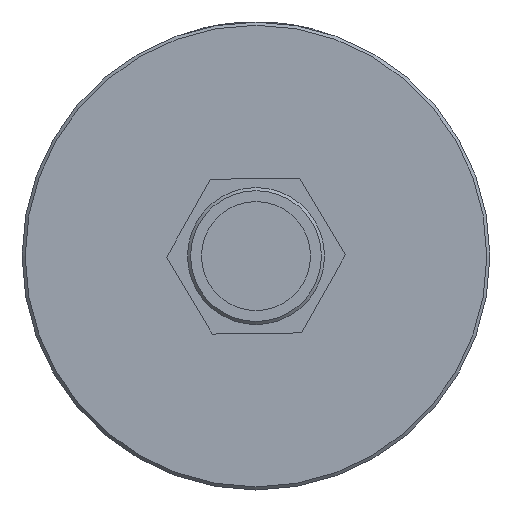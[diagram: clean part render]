
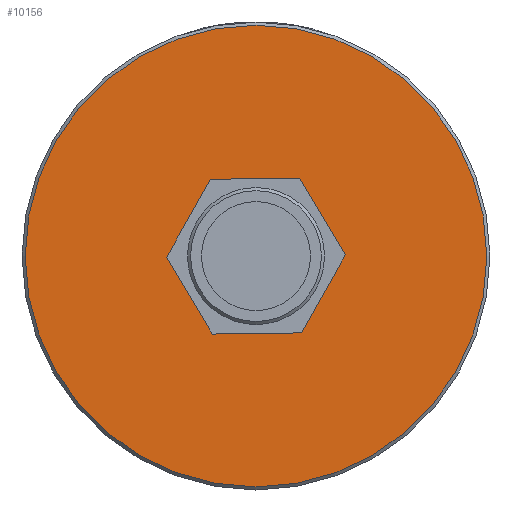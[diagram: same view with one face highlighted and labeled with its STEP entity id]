
A CAD part, front view. The second image highlights one B-rep face of the part: STEP entity #10156.
In plain terms, the highlighted planar face has unit normal (0, -1, 0).
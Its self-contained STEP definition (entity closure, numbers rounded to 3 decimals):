
#161=FACE_BOUND($,#3511,.T.);
#162=FACE_BOUND($,#3512,.T.);
#470=PLANE($,#10918);
#1072=LINE($,#18968,#1935);
#1075=LINE($,#18973,#1938);
#1077=LINE($,#18977,#1940);
#1079=LINE($,#18981,#1942);
#1081=LINE($,#18985,#1944);
#1083=LINE($,#18988,#1946);
#1935=VECTOR($,#12339,57.308);
#1938=VECTOR($,#12344,57.308);
#1940=VECTOR($,#12348,57.308);
#1942=VECTOR($,#12352,57.308);
#1944=VECTOR($,#12356,57.308);
#1946=VECTOR($,#12360,57.308);
#3511=EDGE_LOOP($,(#8118,#8119,#8120,#8121,#8122,#8123));
#3512=EDGE_LOOP($,(#8124));
#4226=CIRCLE($,#10919,148.);
#4985=VERTEX_POINT($,#18966);
#4986=VERTEX_POINT($,#18967);
#4987=VERTEX_POINT($,#18972);
#4988=VERTEX_POINT($,#18976);
#4989=VERTEX_POINT($,#18980);
#4990=VERTEX_POINT($,#18984);
#4991=VERTEX_POINT($,#18991);
#6163=EDGE_CURVE($,#4985,#4986,#1072,.T.);
#6166=EDGE_CURVE($,#4986,#4987,#1075,.T.);
#6168=EDGE_CURVE($,#4987,#4988,#1077,.T.);
#6170=EDGE_CURVE($,#4988,#4989,#1079,.T.);
#6172=EDGE_CURVE($,#4989,#4990,#1081,.T.);
#6174=EDGE_CURVE($,#4990,#4985,#1083,.T.);
#6175=EDGE_CURVE($,#4991,#4991,#4226,.T.);
#8118=ORIENTED_EDGE($,*,*,#6163,.T.);
#8119=ORIENTED_EDGE($,*,*,#6166,.T.);
#8120=ORIENTED_EDGE($,*,*,#6168,.T.);
#8121=ORIENTED_EDGE($,*,*,#6170,.T.);
#8122=ORIENTED_EDGE($,*,*,#6172,.T.);
#8123=ORIENTED_EDGE($,*,*,#6174,.T.);
#8124=ORIENTED_EDGE($,*,*,#6175,.F.);
#10156=ADVANCED_FACE($,(#161,#162),#470,.T.);
#10918=AXIS2_PLACEMENT_3D($,#18990,#12363,#12364);
#10919=AXIS2_PLACEMENT_3D($,#18992,#12365,#12366);
#12339=DIRECTION($,(-1.,0.,-0.013));
#12344=DIRECTION($,(-0.511,0.,0.86));
#12348=DIRECTION($,(0.489,0.,0.872));
#12352=DIRECTION($,(1.,0.,0.013));
#12356=DIRECTION($,(0.511,0.,-0.86));
#12360=DIRECTION($,(-0.489,0.,-0.872));
#12363=DIRECTION('center_axis',(0.,-1.,0.));
#12364=DIRECTION('ref_axis',(0.,0.,-1.));
#12365=DIRECTION('center_axis',(0.,1.,0.));
#12366=DIRECTION('ref_axis',(-1.,0.,0.));
#18966=CARTESIAN_POINT('',(29.286,0.,-49.26));
#18967=CARTESIAN_POINT('',(-28.017,0.,-49.992));
#18968=CARTESIAN_POINT($,(23.802,0.,-49.33));
#18972=CARTESIAN_POINT('',(-57.303,0.,-0.732));
#18973=CARTESIAN_POINT($,(-40.189,0.,-29.519));
#18976=CARTESIAN_POINT('',(-29.286,0.,49.26));
#18977=CARTESIAN_POINT($,(-27.327,0.,52.755));
#18980=CARTESIAN_POINT('',(28.017,0.,49.992));
#18981=CARTESIAN_POINT($,(51.186,0.,50.288));
#18984=CARTESIAN_POINT('',(57.303,0.,0.732));
#18985=CARTESIAN_POINT($,(59.774,0.,-3.425));
#18988=CARTESIAN_POINT($,(45.253,0.,-20.769));
#18990=CARTESIAN_POINT('Origin',(75.,0.,0.));
#18991=CARTESIAN_POINT('',(148.,0.,0.));
#18992=CARTESIAN_POINT('Origin',(0.,0.,0.));
